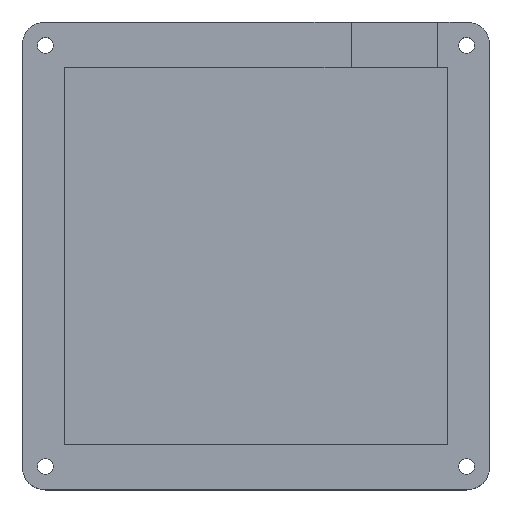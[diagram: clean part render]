
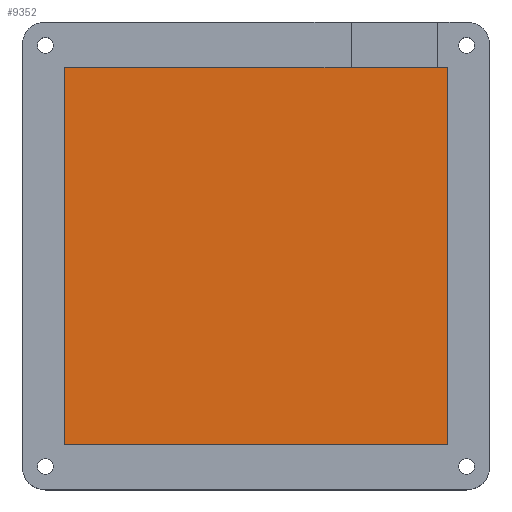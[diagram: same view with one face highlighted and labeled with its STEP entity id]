
A CAD part, top view. The second image highlights one B-rep face of the part: STEP entity #9352.
In plain terms, the highlighted planar face has unit normal (0, 0, 1).
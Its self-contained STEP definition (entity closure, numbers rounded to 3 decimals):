
#1526=FACE_OUTER_BOUND('',#2064,.T.);
#2064=EDGE_LOOP('',(#8625,#8626,#8627,#8628));
#2814=LINE('',#18915,#3556);
#2816=LINE('',#18920,#3558);
#2817=LINE('',#18921,#3559);
#2818=LINE('',#18922,#3560);
#3556=VECTOR('',#10691,10.);
#3558=VECTOR('',#10695,10.);
#3559=VECTOR('',#10696,10.);
#3560=VECTOR('',#10697,10.);
#4491=VERTEX_POINT('',#18912);
#4492=VERTEX_POINT('',#18914);
#4493=VERTEX_POINT('',#18918);
#4494=VERTEX_POINT('',#18919);
#5878=EDGE_CURVE('',#4491,#4492,#2814,.T.);
#5880=EDGE_CURVE('',#4493,#4494,#2816,.T.);
#5881=EDGE_CURVE('',#4492,#4493,#2817,.T.);
#5882=EDGE_CURVE('',#4494,#4491,#2818,.T.);
#8625=ORIENTED_EDGE('',*,*,#5880,.F.);
#8626=ORIENTED_EDGE('',*,*,#5881,.F.);
#8627=ORIENTED_EDGE('',*,*,#5878,.F.);
#8628=ORIENTED_EDGE('',*,*,#5882,.F.);
#8859=PLANE('',#9568);
#9352=ADVANCED_FACE('',(#1526),#8859,.T.);
#9568=AXIS2_PLACEMENT_3D('',#18917,#10693,#10694);
#10691=DIRECTION('',(1.,0.,0.));
#10693=DIRECTION('center_axis',(0.,0.,1.));
#10694=DIRECTION('ref_axis',(1.,0.,0.));
#10695=DIRECTION('',(-1.,0.,0.));
#10696=DIRECTION('',(0.,-1.,0.));
#10697=DIRECTION('',(0.,1.,0.));
#18912=CARTESIAN_POINT('',(0.,0.,3.));
#18914=CARTESIAN_POINT('',(81.963,0.,3.));
#18915=CARTESIAN_POINT('',(20.491,0.,3.));
#18917=CARTESIAN_POINT('Origin',(40.981,-40.276,3.));
#18918=CARTESIAN_POINT('',(81.963,-80.553,3.));
#18919=CARTESIAN_POINT('',(0.,-80.553,3.));
#18920=CARTESIAN_POINT('',(61.472,-80.553,3.));
#18921=CARTESIAN_POINT('',(81.963,-20.138,3.));
#18922=CARTESIAN_POINT('',(0.,-60.414,3.));
